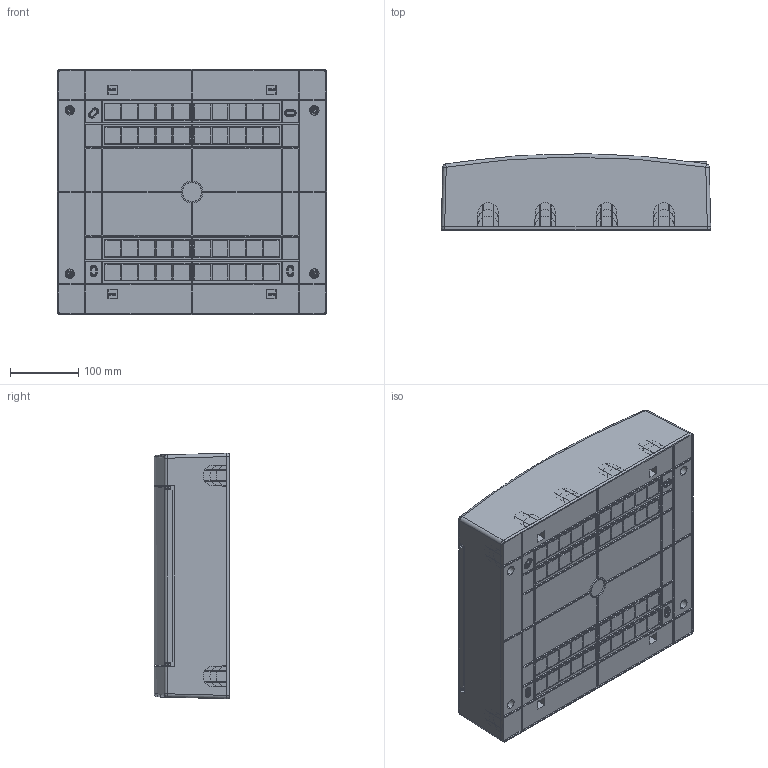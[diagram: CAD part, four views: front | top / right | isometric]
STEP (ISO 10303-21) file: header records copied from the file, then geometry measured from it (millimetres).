
FILE_DESCRIPTION((''),'2;1');
FILE_NAME('N2X18C_ASM','2021-02-19T',('marketing.praksa'),('Audax d.o.o.'),'CREO PARAMETRIC BY PTC INC, 2017480','CREO PARAMETRIC BY PTC INC, 2017480','');
FILE_SCHEMA(('AUTOMOTIVE_DESIGN { 1 0 10303 214 1 1 1 1 }'));
Products named in the file (17): MASKA__N2X18C_; VRATA__N2X18C_; DNO__N2X18C_; N2X18C_1_ASM; ETI_LOGO_1_1_1_1_1_2_3_4_5_6_13; ETI_LOGO_2_1_1_1_1_2_3_4_5_6_13; ETI_LOGO_3_1_1_1_1_2_3_4_5_6_13; ETI_LOGO_ASM_1_1_ASM_1_1_2_3_17_ASM; ASM0034_ASM; PRT0141; PRT0142; PRT0143; PRT0144; PRT0148; PRT0149; PRT0150; N2X18C_ASM
Assembly tree (19 placements, depth 4):
  N2X18C_ASM
    N2X18C_1_ASM
      MASKA__N2X18C_
      VRATA__N2X18C_
      DNO__N2X18C_
    ASM0034_ASM
      ETI_LOGO_ASM_1_1_ASM_1_1_2_3_17_ASM
        ETI_LOGO_1_1_1_1_1_2_3_4_5_6_13
        ETI_LOGO_2_1_1_1_1_2_3_4_5_6_13
        ETI_LOGO_3_1_1_1_1_2_3_4_5_6_13
    PRT0141
    PRT0142
    PRT0143
    PRT0144
    PRT0148
    PRT0149
    PRT0150  x4
Bounding box: 395.8 x 111.51 x 360.6 mm (x, y, z)
Volume: 1310132.6 mm3; surface area: 1253999.4 mm2
Topology: 16 solids, 16 shells, 3514 faces, 9499 edges, 6123 vertices
Faces by surface type: plane 2210, cylinder 859, cone 277, torus 70, sphere 48, bspline 48, extrusion 2
Entity records: 164526 total; most frequent: CARTESIAN_POINT 26151, ORIENTED_EDGE 18430, DIRECTION 17358, PRESENTATION_STYLE_ASSIGNMENT 12645, STYLED_ITEM 12645, CURVE_STYLE 9217, EDGE_CURVE 9215, VERTEX_POINT 5982
